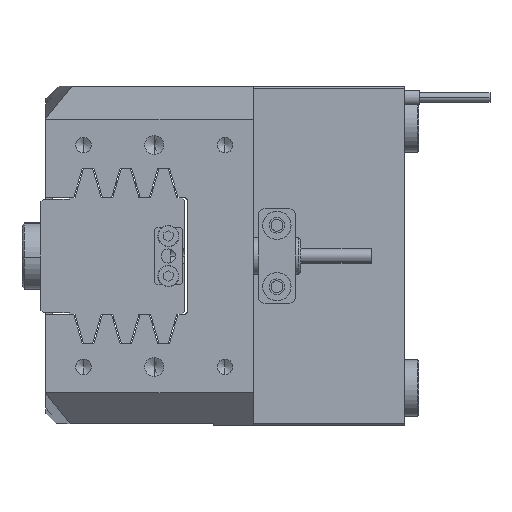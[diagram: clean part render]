
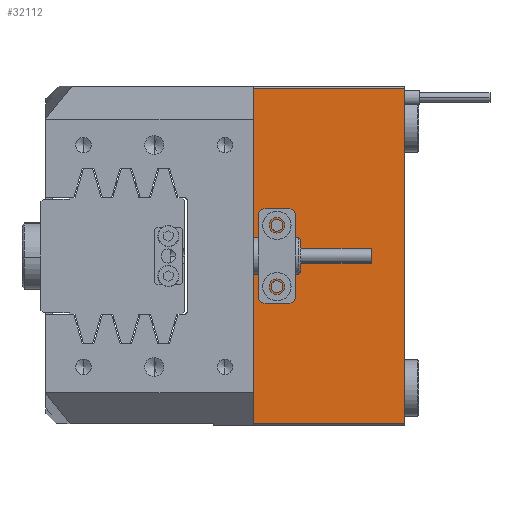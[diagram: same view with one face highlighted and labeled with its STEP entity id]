
A CAD part, left-side view. The second image highlights one B-rep face of the part: STEP entity #32112.
In plain terms, the highlighted planar face has unit normal (-1, 0, 0).
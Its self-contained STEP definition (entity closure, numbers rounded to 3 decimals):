
#328 = LINE ( 'NONE', #25670, #16593 ) ;
#430 = DIRECTION ( 'NONE',  ( 0., -1., 0. ) ) ;
#655 = EDGE_CURVE ( 'NONE', #36083, #16186, #328, .T. ) ;
#876 = VECTOR ( 'NONE', #430, 1000. ) ;
#2643 = CIRCLE ( 'NONE', #15730, 1.25 ) ;
#3804 = EDGE_LOOP ( 'NONE', ( #21773, #4245 ) ) ;
#4245 = ORIENTED_EDGE ( 'NONE', *, *, #26318, .F. ) ;
#4407 = VECTOR ( 'NONE', #33087, 1000. ) ;
#4866 = CARTESIAN_POINT ( 'NONE',  ( -62.5, -19., 5.25 ) ) ;
#5903 = DIRECTION ( 'NONE',  ( 0., 0., -1. ) ) ;
#6858 = ORIENTED_EDGE ( 'NONE', *, *, #14100, .F. ) ;
#9253 = CIRCLE ( 'NONE', #29002, 1.25 ) ;
#9404 = CARTESIAN_POINT ( 'NONE',  ( -62.5, -46., 35.5 ) ) ;
#10527 = CARTESIAN_POINT ( 'NONE',  ( -62.5, -14., -35.5 ) ) ;
#11687 = EDGE_LOOP ( 'NONE', ( #12816, #22418, #26797, #38866 ) ) ;
#12816 = ORIENTED_EDGE ( 'NONE', *, *, #19176, .T. ) ;
#12878 = CARTESIAN_POINT ( 'NONE',  ( -62.5, -46., -35.5 ) ) ;
#12995 = VERTEX_POINT ( 'NONE', #4866 ) ;
#14100 = EDGE_CURVE ( 'NONE', #27873, #15035, #25681, .T. ) ;
#14674 = DIRECTION ( 'NONE',  ( 0., 0., 1. ) ) ;
#14897 = FACE_BOUND ( 'NONE', #3804, .T. ) ;
#15035 = VERTEX_POINT ( 'NONE', #26908 ) ;
#15730 = AXIS2_PLACEMENT_3D ( 'NONE', #31102, #33897, #34288 ) ;
#15841 = FACE_BOUND ( 'NONE', #15876, .T. ) ;
#15876 = EDGE_LOOP ( 'NONE', ( #35834, #6858 ) ) ;
#16186 = VERTEX_POINT ( 'NONE', #17960 ) ;
#16593 = VECTOR ( 'NONE', #16751, 1000. ) ;
#16751 = DIRECTION ( 'NONE',  ( 0., 1., 0. ) ) ;
#17871 = DIRECTION ( 'NONE',  ( 0., 0., 1. ) ) ;
#17960 = CARTESIAN_POINT ( 'NONE',  ( -62.5, -14., 35.5 ) ) ;
#18541 = LINE ( 'NONE', #30543, #876 ) ;
#19176 = EDGE_CURVE ( 'NONE', #16186, #37250, #19692, .T. ) ;
#19577 = CIRCLE ( 'NONE', #23030, 1.25 ) ;
#19692 = LINE ( 'NONE', #27927, #4407 ) ;
#21060 = CARTESIAN_POINT ( 'NONE',  ( -62.5, -19., 6.5 ) ) ;
#21316 = DIRECTION ( 'NONE',  ( -1., 0., 0. ) ) ;
#21773 = ORIENTED_EDGE ( 'NONE', *, *, #25101, .F. ) ;
#22418 = ORIENTED_EDGE ( 'NONE', *, *, #22926, .T. ) ;
#22926 = EDGE_CURVE ( 'NONE', #37250, #25625, #18541, .T. ) ;
#23030 = AXIS2_PLACEMENT_3D ( 'NONE', #29406, #35611, #14674 ) ;
#23457 = DIRECTION ( 'NONE',  ( -1., 0., 0. ) ) ;
#25101 = EDGE_CURVE ( 'NONE', #37926, #12995, #2643, .T. ) ;
#25625 = VERTEX_POINT ( 'NONE', #12878 ) ;
#25670 = CARTESIAN_POINT ( 'NONE',  ( -62.5, -46., 35.5 ) ) ;
#25681 = CIRCLE ( 'NONE', #34975, 1.25 ) ;
#26252 = CARTESIAN_POINT ( 'NONE',  ( -62.5, -46., 36. ) ) ;
#26318 = EDGE_CURVE ( 'NONE', #12995, #37926, #9253, .T. ) ;
#26797 = ORIENTED_EDGE ( 'NONE', *, *, #27897, .F. ) ;
#26908 = CARTESIAN_POINT ( 'NONE',  ( -62.5, -19., -5.25 ) ) ;
#26975 = CARTESIAN_POINT ( 'NONE',  ( -62.5, -19., 7.75 ) ) ;
#26987 = CARTESIAN_POINT ( 'NONE',  ( -62.5, -46., 36. ) ) ;
#27824 = AXIS2_PLACEMENT_3D ( 'NONE', #26987, #36765, #5903 ) ;
#27873 = VERTEX_POINT ( 'NONE', #32446 ) ;
#27897 = EDGE_CURVE ( 'NONE', #36083, #25625, #31307, .T. ) ;
#27927 = CARTESIAN_POINT ( 'NONE',  ( -62.5, -14., 36. ) ) ;
#29002 = AXIS2_PLACEMENT_3D ( 'NONE', #21060, #21316, #17871 ) ;
#29406 = CARTESIAN_POINT ( 'NONE',  ( -62.5, -19., -6.5 ) ) ;
#30543 = CARTESIAN_POINT ( 'NONE',  ( -62.5, -46., -35.5 ) ) ;
#31102 = CARTESIAN_POINT ( 'NONE',  ( -62.5, -19., 6.5 ) ) ;
#31307 = LINE ( 'NONE', #26252, #38454 ) ;
#32112 = ADVANCED_FACE ( 'NONE', ( #14897, #15841, #32916 ), #38906, .F. ) ;
#32161 = DIRECTION ( 'NONE',  ( 0., 0., 1. ) ) ;
#32446 = CARTESIAN_POINT ( 'NONE',  ( -62.5, -19., -7.75 ) ) ;
#32916 = FACE_OUTER_BOUND ( 'NONE', #11687, .T. ) ;
#32975 = EDGE_CURVE ( 'NONE', #15035, #27873, #19577, .T. ) ;
#33087 = DIRECTION ( 'NONE',  ( 0., 0., -1. ) ) ;
#33897 = DIRECTION ( 'NONE',  ( -1., 0., 0. ) ) ;
#34288 = DIRECTION ( 'NONE',  ( 0., 0., 1. ) ) ;
#34975 = AXIS2_PLACEMENT_3D ( 'NONE', #38535, #23457, #32161 ) ;
#35611 = DIRECTION ( 'NONE',  ( -1., 0., 0. ) ) ;
#35613 = DIRECTION ( 'NONE',  ( 0., 0., -1. ) ) ;
#35834 = ORIENTED_EDGE ( 'NONE', *, *, #32975, .F. ) ;
#36083 = VERTEX_POINT ( 'NONE', #9404 ) ;
#36765 = DIRECTION ( 'NONE',  ( 1., 0., 0. ) ) ;
#37250 = VERTEX_POINT ( 'NONE', #10527 ) ;
#37926 = VERTEX_POINT ( 'NONE', #26975 ) ;
#38454 = VECTOR ( 'NONE', #35613, 1000. ) ;
#38535 = CARTESIAN_POINT ( 'NONE',  ( -62.5, -19., -6.5 ) ) ;
#38866 = ORIENTED_EDGE ( 'NONE', *, *, #655, .T. ) ;
#38906 = PLANE ( 'NONE',  #27824 ) ;
